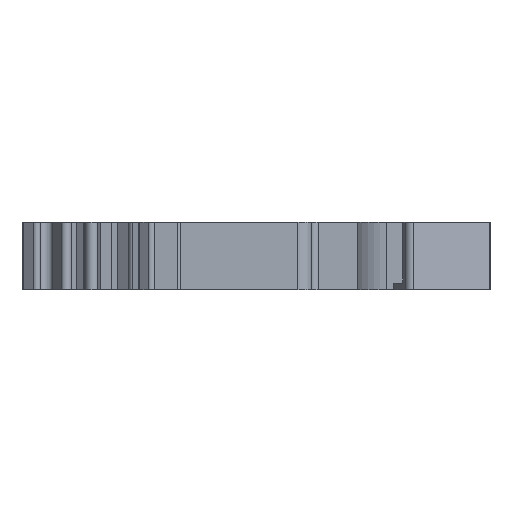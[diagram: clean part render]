
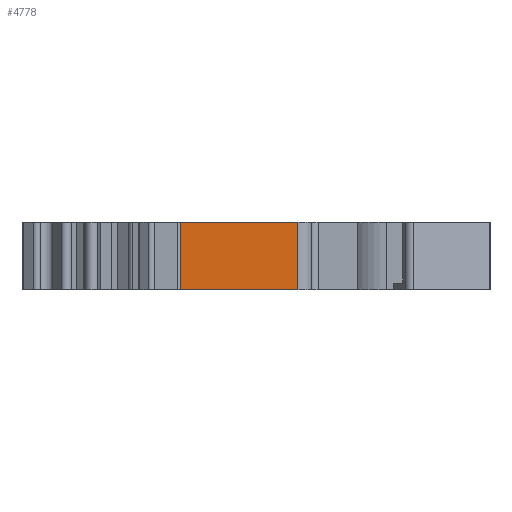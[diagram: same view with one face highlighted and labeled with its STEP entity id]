
A CAD part, left-side view. The second image highlights one B-rep face of the part: STEP entity #4778.
In plain terms, the highlighted planar face has unit normal (-1, 0, 0).
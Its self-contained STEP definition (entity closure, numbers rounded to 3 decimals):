
#111=DIRECTION('',(0.,-1.,0.));
#112=VECTOR('',#111,8.653);
#113=CARTESIAN_POINT('',(-21.25,5.553,-2.5));
#114=LINE('',#113,#112);
#557=DIRECTION('',(0.,-1.,0.));
#558=VECTOR('',#557,8.653);
#559=CARTESIAN_POINT('',(-21.25,5.553,2.5));
#560=LINE('',#559,#558);
#1785=DIRECTION('',(0.,0.,1.));
#1786=VECTOR('',#1785,5.);
#1787=CARTESIAN_POINT('',(-21.25,-3.1,-2.5));
#1788=LINE('',#1787,#1786);
#1789=DIRECTION('',(0.,0.,1.));
#1790=VECTOR('',#1789,5.);
#1791=CARTESIAN_POINT('',(-21.25,5.553,-2.5));
#1792=LINE('',#1791,#1790);
#1921=CARTESIAN_POINT('',(-21.25,5.553,2.5));
#1922=VERTEX_POINT('',#1921);
#1923=CARTESIAN_POINT('',(-21.25,-3.1,2.5));
#1924=VERTEX_POINT('',#1923);
#2149=CARTESIAN_POINT('',(-21.25,5.553,-2.5));
#2150=VERTEX_POINT('',#2149);
#2151=CARTESIAN_POINT('',(-21.25,-3.1,-2.5));
#2152=VERTEX_POINT('',#2151);
#4766=CARTESIAN_POINT('',(-21.25,5.553,-15.));
#4767=DIRECTION('',(-1.,0.,0.));
#4768=DIRECTION('',(0.,-1.,0.));
#4769=AXIS2_PLACEMENT_3D('',#4766,#4767,#4768);
#4770=PLANE('',#4769);
#4771=ORIENTED_EDGE('',*,*,#2747,.T.);
#4772=ORIENTED_EDGE('',*,*,#4761,.F.);
#4773=ORIENTED_EDGE('',*,*,#2518,.F.);
#4775=ORIENTED_EDGE('',*,*,#4774,.T.);
#4776=EDGE_LOOP('',(#4771,#4772,#4773,#4775));
#4777=FACE_OUTER_BOUND('',#4776,.F.);
#2518=EDGE_CURVE('',#2150,#2152,#114,.T.);
#2747=EDGE_CURVE('',#1922,#1924,#560,.T.);
#4761=EDGE_CURVE('',#2152,#1924,#1788,.T.);
#4774=EDGE_CURVE('',#2150,#1922,#1792,.T.);
#4778=ADVANCED_FACE('',(#4777),#4770,.T.);
